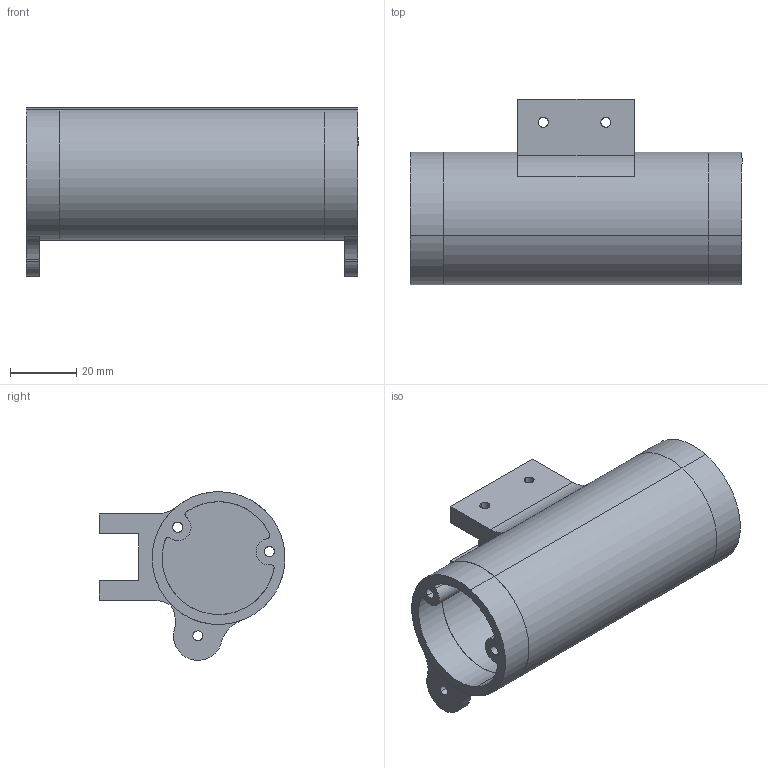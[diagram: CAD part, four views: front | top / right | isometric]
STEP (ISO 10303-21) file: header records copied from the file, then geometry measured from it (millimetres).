
FILE_DESCRIPTION(/* description */ (''),/* implementation_level */ '2;1');
FILE_NAME(/* name */ 'BALLAS~1',/* time_stamp */ '2017-11-18T16:26:59+01:00',/* author */ (''),/* organization */ (''),/* preprocessor_version */ 'ST-DEVELOPER v15',/* originating_system */ '',/* authorisation */ '');
FILE_SCHEMA (('AUTOMOTIVE_DESIGN'));
Length unit declared in the file: millimetre
Products named in the file (1): Document
Bounding box: 100 x 55.97 x 50.78 mm (x, y, z)
Volume: 51071.3 mm3; surface area: 35116.4 mm2
Topology: 7 solids, 7 shells, 80 faces, 198 edges, 132 vertices
Faces by surface type: bspline 66, plane 14
Entity records: 2740 total; most frequent: CARTESIAN_POINT 1576, ORIENTED_EDGE 396, EDGE_CURVE 198, VERTEX_POINT 132, EDGE_LOOP 110, ADVANCED_FACE 80, FACE_OUTER_BOUND 80, FACE_BOUND 30
